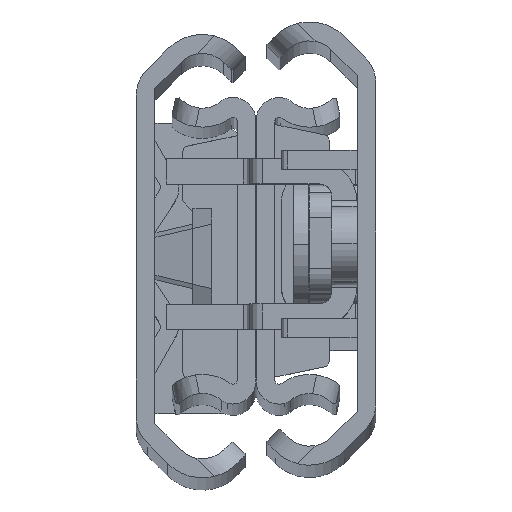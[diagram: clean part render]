
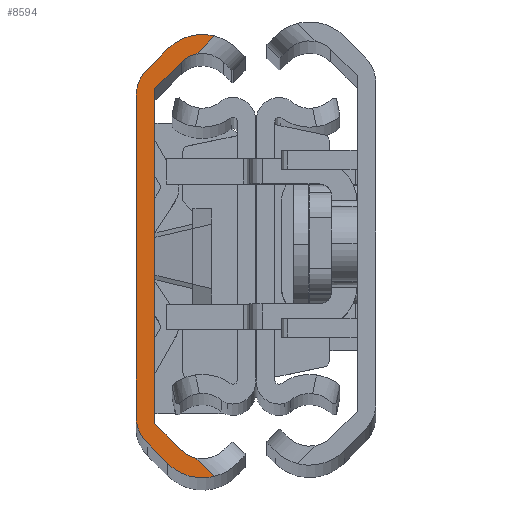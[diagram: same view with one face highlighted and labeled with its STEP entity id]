
A CAD part, top view. The second image highlights one B-rep face of the part: STEP entity #8594.
In plain terms, the highlighted planar face has unit normal (0, 0, 1).
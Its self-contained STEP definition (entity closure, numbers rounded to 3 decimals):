
#145 = CARTESIAN_POINT ( 'NONE',  ( 1.006, 16.414, 0. ) ) ;
#296 = CARTESIAN_POINT ( 'NONE',  ( 1.5, 12.665, 0. ) ) ;
#457 = VERTEX_POINT ( 'NONE', #11936 ) ;
#561 = EDGE_CURVE ( 'NONE', #7997, #12436, #6086, .T. ) ;
#599 = DIRECTION ( 'NONE',  ( 1., 0., 0. ) ) ;
#626 = CIRCLE ( 'NONE', #4017, 2.38 ) ;
#746 = VERTEX_POINT ( 'NONE', #4550 ) ;
#1090 = EDGE_CURVE ( 'NONE', #1224, #7997, #626, .T. ) ;
#1194 = LINE ( 'NONE', #13147, #7758 ) ;
#1205 = ORIENTED_EDGE ( 'NONE', *, *, #7054, .T. ) ;
#1224 = VERTEX_POINT ( 'NONE', #4405 ) ;
#1393 = CARTESIAN_POINT ( 'NONE',  ( 3.75, -13.67, 0. ) ) ;
#1563 = EDGE_CURVE ( 'NONE', #457, #5797, #5628, .T. ) ;
#1593 = ORIENTED_EDGE ( 'NONE', *, *, #13139, .T. ) ;
#1642 = EDGE_LOOP ( 'NONE', ( #7959, #12196, #13062, #1593, #4160, #3039, #2266, #3944, #1205, #2166, #5008, #8455, #6270, #2615 ) ) ;
#1714 = AXIS2_PLACEMENT_3D ( 'NONE', #7722, #11558, #599 ) ;
#1817 = DIRECTION ( 'NONE',  ( 1., 0., 0. ) ) ;
#1874 = EDGE_CURVE ( 'NONE', #3605, #13109, #5986, .T. ) ;
#1882 = CIRCLE ( 'NONE', #5297, 3. ) ;
#1920 = DIRECTION ( 'NONE',  ( 0.707, -0.707, 0. ) ) ;
#1943 = VECTOR ( 'NONE', #6448, 1000. ) ;
#1986 = EDGE_CURVE ( 'NONE', #13109, #5236, #13194, .T. ) ;
#2008 = DIRECTION ( 'NONE',  ( 1., 0., 0. ) ) ;
#2087 = VECTOR ( 'NONE', #12204, 1000. ) ;
#2106 = AXIS2_PLACEMENT_3D ( 'NONE', #4616, #12779, #3615 ) ;
#2166 = ORIENTED_EDGE ( 'NONE', *, *, #5423, .T. ) ;
#2266 = ORIENTED_EDGE ( 'NONE', *, *, #1090, .T. ) ;
#2546 = CARTESIAN_POINT ( 'NONE',  ( 1.5, -12.665, 0. ) ) ;
#2560 = DIRECTION ( 'NONE',  ( 0., 0., 1. ) ) ;
#2615 = ORIENTED_EDGE ( 'NONE', *, *, #12248, .T. ) ;
#2805 = VERTEX_POINT ( 'NONE', #10772 ) ;
#2909 = EDGE_CURVE ( 'NONE', #5797, #7449, #8191, .T. ) ;
#3039 = ORIENTED_EDGE ( 'NONE', *, *, #10545, .T. ) ;
#3172 = CIRCLE ( 'NONE', #2106, 3.88 ) ;
#3186 = DIRECTION ( 'NONE',  ( 0.707, 0.707, 0. ) ) ;
#3291 = LINE ( 'NONE', #4556, #6038 ) ;
#3336 = CARTESIAN_POINT ( 'NONE',  ( 4.687, -17.435, 0. ) ) ;
#3424 = DIRECTION ( 'NONE',  ( 1., 0., 0. ) ) ;
#3556 = DIRECTION ( 'NONE',  ( -0.707, -0.707, 0. ) ) ;
#3605 = VERTEX_POINT ( 'NONE', #3701 ) ;
#3615 = DIRECTION ( 'NONE',  ( 1., 0., 0. ) ) ;
#3701 = CARTESIAN_POINT ( 'NONE',  ( -1.5, 12.665, 0. ) ) ;
#3944 = ORIENTED_EDGE ( 'NONE', *, *, #561, .T. ) ;
#4017 = AXIS2_PLACEMENT_3D ( 'NONE', #7135, #11230, #2008 ) ;
#4047 = CARTESIAN_POINT ( 'NONE',  ( -1.5, 0., 0. ) ) ;
#4160 = ORIENTED_EDGE ( 'NONE', *, *, #9150, .T. ) ;
#4324 = CARTESIAN_POINT ( 'NONE',  ( -11.956, -0.792, 0. ) ) ;
#4393 = DIRECTION ( 'NONE',  ( -0.707, 0.707, 0. ) ) ;
#4405 = CARTESIAN_POINT ( 'NONE',  ( 2.067, 15.353, 0. ) ) ;
#4550 = CARTESIAN_POINT ( 'NONE',  ( 0., 13.286, 0. ) ) ;
#4556 = CARTESIAN_POINT ( 'NONE',  ( -0.621, 14.786, 0. ) ) ;
#4614 = EDGE_CURVE ( 'NONE', #7449, #9106, #6821, .T. ) ;
#4616 = CARTESIAN_POINT ( 'NONE',  ( 3.75, 13.67, 0. ) ) ;
#4815 = VECTOR ( 'NONE', #4393, 1000. ) ;
#4958 = DIRECTION ( 'NONE',  ( 0.707, 0.707, 0. ) ) ;
#5008 = ORIENTED_EDGE ( 'NONE', *, *, #6694, .T. ) ;
#5236 = VERTEX_POINT ( 'NONE', #12392 ) ;
#5297 = AXIS2_PLACEMENT_3D ( 'NONE', #296, #12523, #3424 ) ;
#5340 = LINE ( 'NONE', #7662, #4815 ) ;
#5393 = DIRECTION ( 'NONE',  ( 1., 0., 0. ) ) ;
#5423 = EDGE_CURVE ( 'NONE', #5630, #2805, #3291, .T. ) ;
#5628 = CIRCLE ( 'NONE', #9688, 3.88 ) ;
#5630 = VERTEX_POINT ( 'NONE', #145 ) ;
#5746 = DIRECTION ( 'NONE',  ( 0., 0., 1. ) ) ;
#5797 = VERTEX_POINT ( 'NONE', #3336 ) ;
#5986 = LINE ( 'NONE', #4047, #12886 ) ;
#6030 = CARTESIAN_POINT ( 'NONE',  ( 3.248, 15.996, 0. ) ) ;
#6038 = VECTOR ( 'NONE', #3556, 1000. ) ;
#6086 = LINE ( 'NONE', #10054, #12418 ) ;
#6108 = CARTESIAN_POINT ( 'NONE',  ( -0.621, -14.786, 0. ) ) ;
#6270 = ORIENTED_EDGE ( 'NONE', *, *, #1986, .T. ) ;
#6448 = DIRECTION ( 'NONE',  ( -0.707, 0.707, 0. ) ) ;
#6451 = DIRECTION ( 'NONE',  ( 0., 0., 1. ) ) ;
#6694 = EDGE_CURVE ( 'NONE', #2805, #3605, #1882, .T. ) ;
#6821 = CIRCLE ( 'NONE', #1714, 2.38 ) ;
#7054 = EDGE_CURVE ( 'NONE', #12436, #5630, #3172, .T. ) ;
#7095 = CARTESIAN_POINT ( 'NONE',  ( 0., 13.286, 0. ) ) ;
#7135 = CARTESIAN_POINT ( 'NONE',  ( 3.75, 13.67, 0. ) ) ;
#7264 = CARTESIAN_POINT ( 'NONE',  ( -1.5, -12.665, 0. ) ) ;
#7449 = VERTEX_POINT ( 'NONE', #9146 ) ;
#7662 = CARTESIAN_POINT ( 'NONE',  ( 2.067, -15.353, 0. ) ) ;
#7722 = CARTESIAN_POINT ( 'NONE',  ( 3.75, -13.67, 0. ) ) ;
#7758 = VECTOR ( 'NONE', #3186, 1000. ) ;
#7858 = DIRECTION ( 'NONE',  ( 0., -1., 0. ) ) ;
#7959 = ORIENTED_EDGE ( 'NONE', *, *, #1563, .T. ) ;
#7997 = VERTEX_POINT ( 'NONE', #6030 ) ;
#8056 = AXIS2_PLACEMENT_3D ( 'NONE', #2546, #5746, #10892 ) ;
#8191 = LINE ( 'NONE', #4324, #1943 ) ;
#8455 = ORIENTED_EDGE ( 'NONE', *, *, #1874, .T. ) ;
#8457 = VECTOR ( 'NONE', #1920, 1000. ) ;
#8546 = FACE_OUTER_BOUND ( 'NONE', #1642, .T. ) ;
#8594 = ADVANCED_FACE ( 'NONE', ( #8546 ), #12641, .T. ) ;
#8981 = CARTESIAN_POINT ( 'NONE',  ( 2.067, -15.353, 0. ) ) ;
#9106 = VERTEX_POINT ( 'NONE', #8981 ) ;
#9111 = AXIS2_PLACEMENT_3D ( 'NONE', #10630, #2560, #1817 ) ;
#9146 = CARTESIAN_POINT ( 'NONE',  ( 3.248, -15.996, 0. ) ) ;
#9150 = EDGE_CURVE ( 'NONE', #12626, #746, #9183, .T. ) ;
#9183 = LINE ( 'NONE', #7095, #2087 ) ;
#9688 = AXIS2_PLACEMENT_3D ( 'NONE', #1393, #6451, #5393 ) ;
#10054 = CARTESIAN_POINT ( 'NONE',  ( 0.708, 13.456, 0. ) ) ;
#10545 = EDGE_CURVE ( 'NONE', #746, #1224, #1194, .T. ) ;
#10630 = CARTESIAN_POINT ( 'NONE',  ( 1.5, 12.665, 0. ) ) ;
#10663 = CARTESIAN_POINT ( 'NONE',  ( 4.687, 17.435, 0. ) ) ;
#10772 = CARTESIAN_POINT ( 'NONE',  ( -0.621, 14.786, 0. ) ) ;
#10892 = DIRECTION ( 'NONE',  ( 1., 0., 0. ) ) ;
#11230 = DIRECTION ( 'NONE',  ( 0., 0., -1. ) ) ;
#11558 = DIRECTION ( 'NONE',  ( 0., 0., -1. ) ) ;
#11936 = CARTESIAN_POINT ( 'NONE',  ( 1.006, -16.414, 0. ) ) ;
#12082 = LINE ( 'NONE', #6108, #8457 ) ;
#12196 = ORIENTED_EDGE ( 'NONE', *, *, #2909, .T. ) ;
#12204 = DIRECTION ( 'NONE',  ( 0., 1., 0. ) ) ;
#12248 = EDGE_CURVE ( 'NONE', #5236, #457, #12082, .T. ) ;
#12375 = CARTESIAN_POINT ( 'NONE',  ( 0., -13.286, 0. ) ) ;
#12392 = CARTESIAN_POINT ( 'NONE',  ( -0.621, -14.786, 0. ) ) ;
#12418 = VECTOR ( 'NONE', #4958, 1000. ) ;
#12436 = VERTEX_POINT ( 'NONE', #10663 ) ;
#12523 = DIRECTION ( 'NONE',  ( 0., 0., 1. ) ) ;
#12626 = VERTEX_POINT ( 'NONE', #12375 ) ;
#12641 = PLANE ( 'NONE',  #9111 ) ;
#12779 = DIRECTION ( 'NONE',  ( 0., 0., 1. ) ) ;
#12886 = VECTOR ( 'NONE', #7858, 1000. ) ;
#13062 = ORIENTED_EDGE ( 'NONE', *, *, #4614, .T. ) ;
#13109 = VERTEX_POINT ( 'NONE', #7264 ) ;
#13139 = EDGE_CURVE ( 'NONE', #9106, #12626, #5340, .T. ) ;
#13147 = CARTESIAN_POINT ( 'NONE',  ( 2.067, 15.353, 0. ) ) ;
#13194 = CIRCLE ( 'NONE', #8056, 3. ) ;
